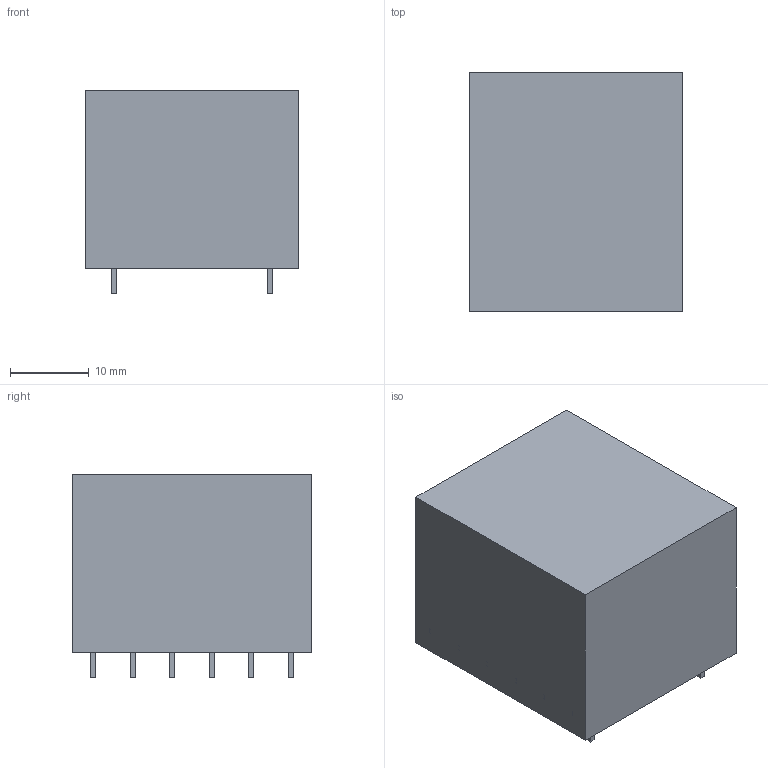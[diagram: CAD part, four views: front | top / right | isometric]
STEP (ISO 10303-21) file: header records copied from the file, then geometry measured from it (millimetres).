
FILE_DESCRIPTION (( 'STEP AP203' ), '1' );
FILE_NAME ('EE25-13-11_5671.STEP', '2021-07-13T12:52:19', ( '' ), ( '' ), 'SwSTEP 2.0', 'SolidWorks 2017', '' );
FILE_SCHEMA (( 'CONFIG_CONTROL_DESIGN' ));
Length unit declared in the file: inch
Products named in the file (6): EE25-13-11_5671; 070-5671_INTF; 070-5671_coil; 440-8062-1680; 070-5671_6C; 150-1680_6A
Assembly tree (6 placements, depth 2):
  EE25-13-11_5671
    070-5671_INTF
    070-5671_6C
    070-5671_coil
    150-1680_6A  x2
    440-8062-1680
Bounding box: 27.05 x 30.35 x 25.69 mm (x, y, z)
Surface area: 15699.3 mm2
Topology: 6 solids, 6 shells, 631 faces, 1604 edges, 952 vertices
Faces by surface type: plane 371, cylinder 166, sphere 44, torus 24, bspline 16, cone 10
Entity records: 18690 total; most frequent: CARTESIAN_POINT 3662, ORIENTED_EDGE 3048, DIRECTION 2920, EDGE_CURVE 1524, VECTOR 1124, LINE 1124, VERTEX_POINT 928, AXIS2_PLACEMENT_3D 898
